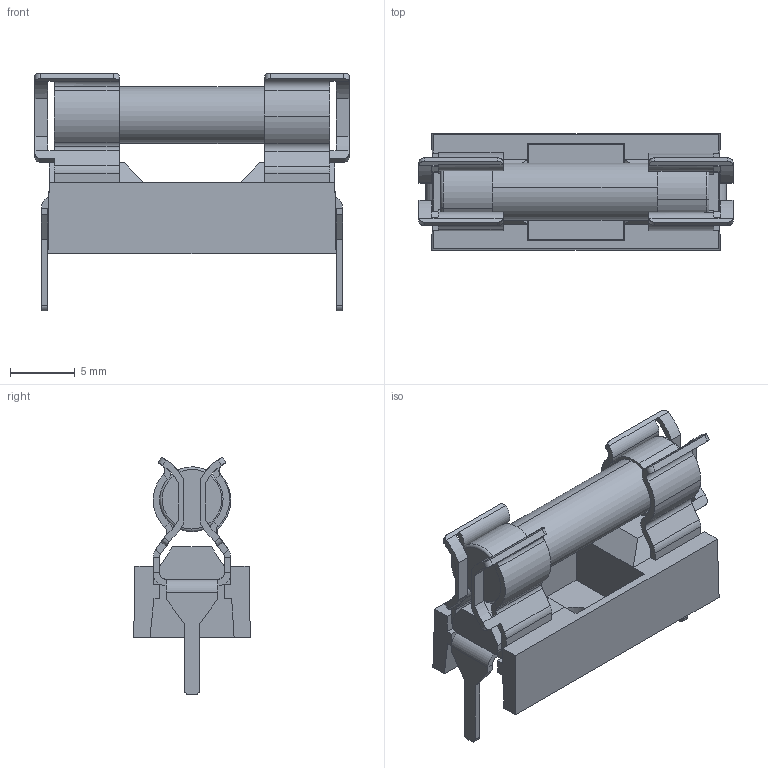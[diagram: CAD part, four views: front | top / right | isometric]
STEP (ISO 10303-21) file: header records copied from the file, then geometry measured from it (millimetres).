
FILE_DESCRIPTION (( 'STEP AP214' ), '1' );
FILE_NAME ('User Library-5x20mm PCB Fuse Holder Assy. 1.STEP', '2017-04-21T10:33:46', ( 'Windows User' ), ( '' ), 'SwSTEP 2.0', 'SolidWorks 2017', '' );
FILE_SCHEMA (( 'AUTOMOTIVE_DESIGN' ));
Length unit declared in the file: millimetre
Products named in the file (7): User Library-5x20mm PCB Fuse Holder Assy. 1_5x20mm Glass Fuse; User Library-5x20mm PCB Fuse Holder Assy. 1_5x20mm Fuse Wire; User Library-5x20mm PCB Fuse Holder Assy. 1_5x20mm Fuse End Cap; User Library-5x20mm PCB Fuse Holder Assy. 1_5x20mm Fuse Glass Tube; User Library-5x20mm PCB Fuse Holder Assy. 1_5x20mm PCB Fuse Holder Clip 2; User Library-5x20mm PCB Fuse Holder Assy. 1_5x20mm PCB Fuse Holder Body 1; User Library-5x20mm PCB Fuse Holder Assy. 1
Assembly tree (8 placements, depth 3):
  User Library-5x20mm PCB Fuse Holder Assy. 1
    User Library-5x20mm PCB Fuse Holder Assy. 1_5x20mm PCB Fuse Holder Body 1
    User Library-5x20mm PCB Fuse Holder Assy. 1_5x20mm PCB Fuse Holder Clip 2  x2
    User Library-5x20mm PCB Fuse Holder Assy. 1_5x20mm Glass Fuse
      User Library-5x20mm PCB Fuse Holder Assy. 1_5x20mm Fuse Glass Tube
      User Library-5x20mm PCB Fuse Holder Assy. 1_5x20mm Fuse End Cap  x2
      User Library-5x20mm PCB Fuse Holder Assy. 1_5x20mm Fuse Wire
Bounding box: 24.25 x 9 x 18.35 mm (x, y, z)
Volume: 952.9 mm3; surface area: 2625.8 mm2
Topology: 7 solids, 7 shells, 470 faces, 1090 edges, 636 vertices
Faces by surface type: plane 236, cylinder 180, torus 54
Entity records: 9393 total; most frequent: DIRECTION 1680, CARTESIAN_POINT 1600, ORIENTED_EDGE 1504, EDGE_CURVE 752, AXIS2_PLACEMENT_3D 614, VECTOR 452, LINE 452, VERTEX_POINT 438
